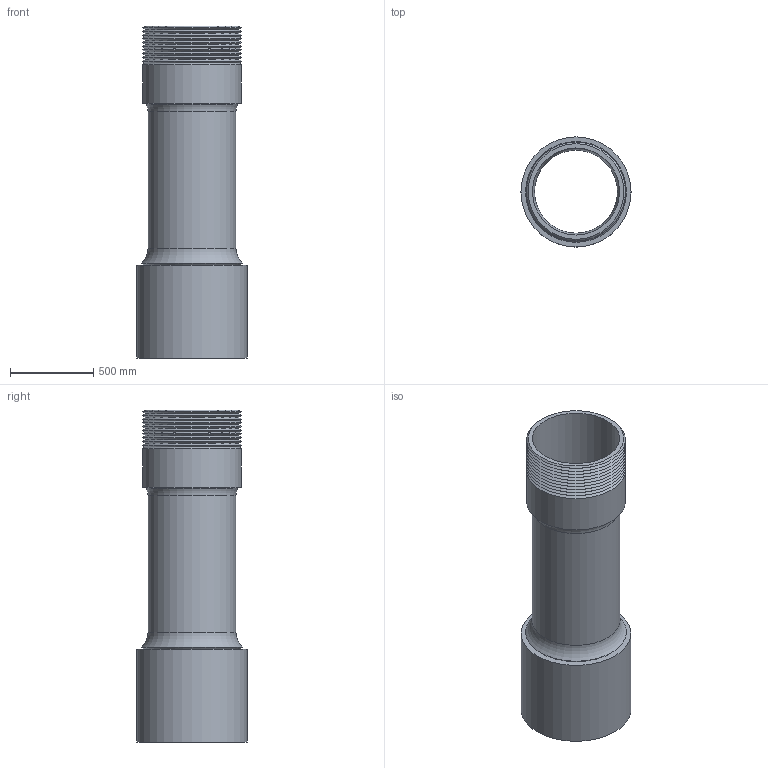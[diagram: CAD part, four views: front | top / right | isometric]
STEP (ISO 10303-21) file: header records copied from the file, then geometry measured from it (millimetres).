
FILE_DESCRIPTION(/* description */ (''),/* implementation_level */ '2;1');
FILE_NAME(/* name */ '00727.050X_3D.stp',/* time_stamp */ '2025-05-07T11:56:49+02:00',/* author */ ('N.Hausmann'),/* organization */ (''),/* preprocessor_version */ 'ST-DEVELOPER v20',/* originating_system */ 'AutoCAD Mechanical',/* authorisation */ '');
FILE_SCHEMA (('AUTOMOTIVE_DESIGN { 1 0 10303 214 3 1 1 }'));
Length unit declared in the file: centimetre
Products named in the file (2): Product; *S1
Assembly tree (1 placements, depth 2):
  Product
    *S1
Bounding box: 663 x 663 x 2000 mm (x, y, z)
Volume: 111551268.6 mm3; surface area: 8012227.6 mm2
Topology: 3 solids, 3 shells, 68 faces, 144 edges, 80 vertices
Faces by surface type: cone 55, cylinder 5, torus 4, plane 4
Full cylindrical faces by diameter (mm): 500 x1, 524.14 x1, 530 x1, 596.14 x1, 663 x1
Entity records: 1861 total; most frequent: DIRECTION 370, CARTESIAN_POINT 295, ORIENTED_EDGE 288, AXIS2_PLACEMENT_3D 155, EDGE_CURVE 144, CIRCLE 84, VERTEX_POINT 80, EDGE_LOOP 72
